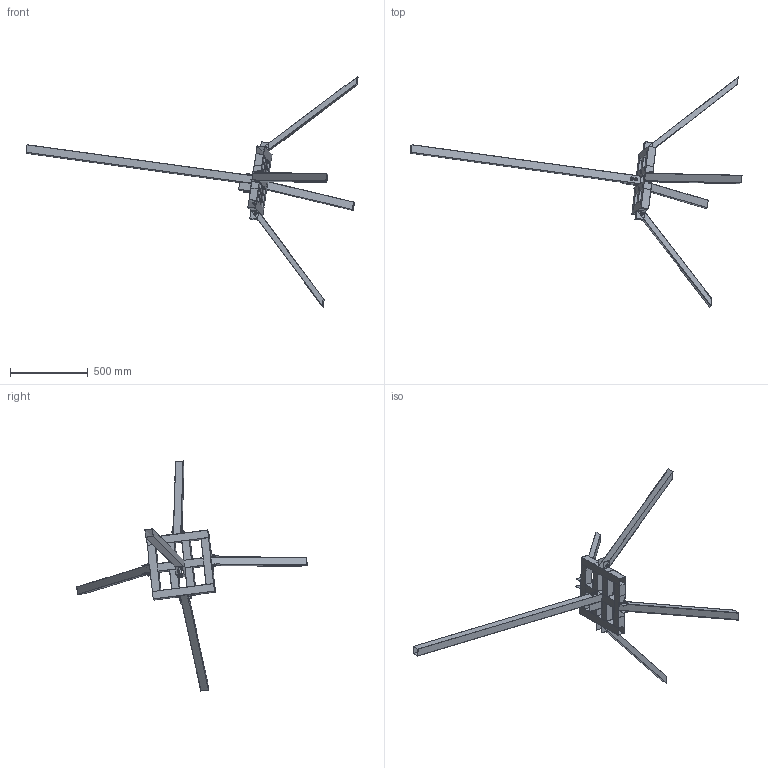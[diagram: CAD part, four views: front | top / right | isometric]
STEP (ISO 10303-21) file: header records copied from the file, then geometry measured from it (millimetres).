
FILE_DESCRIPTION(/* description */ (''),/* implementation_level */ '2;1');
FILE_NAME(/* name */ 'LaunchPad N1.stp',/* time_stamp */ '2023-04-26T12:57:46+03:00',/* author */ ('user'),/* organization */ (''),/* preprocessor_version */ 'ST-DEVELOPER v17',/* originating_system */ 'Autodesk Inventor 2019',/* authorisation */ '');
FILE_SCHEMA (('AUTOMOTIVE_DESIGN { 1 0 10303 214 3 1 1 }'));
Length unit declared in the file: millimetre
Products named in the file (10): LaunchPad N1; Launchpad Base N1; Leg_MIR; Leg; Leg_MIR1; Launch Rail; CSN 02 1111 - M12 x 110; CSN 02 1111 - M10 x 70; AS 1112 - M10  Type 5; AS 1112 - M12  Type 5
Assembly tree (21 placements, depth 2):
  LaunchPad N1
    Launchpad Base N1
    Leg  x5
    Leg_MIR
    Leg_MIR1
    Launch Rail
    CSN 02 1111 - M12 x 110  x2
    CSN 02 1111 - M10 x 70  x4
    AS 1112 - M10  Type 5  x4
    AS 1112 - M12  Type 5  x2
Bounding box: 2134.4 x 1483.01 x 1480.43 mm (x, y, z)
Volume: 2462257.2 mm3; surface area: 3237605.5 mm2
Topology: 21 solids, 27 shells, 520 faces, 1285 edges, 825 vertices
Faces by surface type: plane 312, cone 138, cylinder 70
Full cylindrical faces by diameter (mm): 8.376 x4, 10 x26, 10.106 x2, 10.6 x4, 11 x4, 12 x10, 12.6 x2, 13 x2
Entity records: 9488 total; most frequent: CARTESIAN_POINT 1737, ORIENTED_EDGE 1530, DIRECTION 1506, EDGE_CURVE 765, LINE 534, VECTOR 534, VERTEX_POINT 501, AXIS2_PLACEMENT_3D 486
